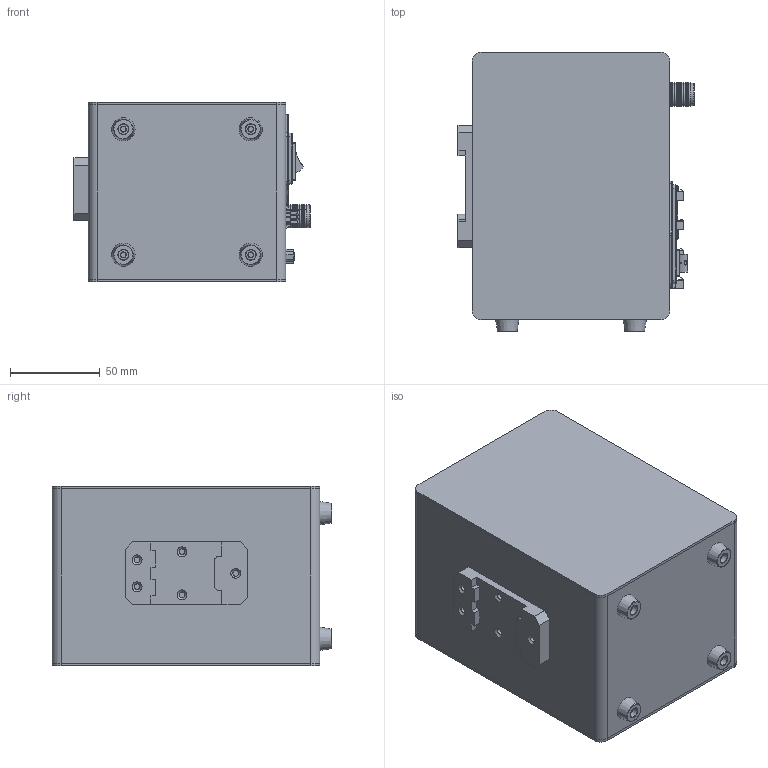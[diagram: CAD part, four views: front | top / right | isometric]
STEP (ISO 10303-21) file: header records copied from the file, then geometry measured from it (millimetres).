
FILE_DESCRIPTION (( 'STEP AP203' ), '1' );
FILE_NAME ('661406.STEP', '2024-08-13T02:20:00', ( 'Windows User' ), ( 'P R C' ), 'SwSTEP 2.0', 'SolidWorks 2020', '' );
FILE_SCHEMA (( 'CONFIG_CONTROL_DESIGN' ));
Products named in the file (1): 661406
Bounding box: 131.5 x 155.7 x 100 mm (x, y, z)
Volume: 250831.9 mm3; surface area: 220794.5 mm2
Topology: 33 solids, 33 shells, 5052 faces, 11914 edges, 7116 vertices
Faces by surface type: plane 3996, cylinder 621, bspline 410, cone 25
Full cylindrical faces by diameter (mm): 0.6 x12, 1 x13, 2 x8, 2.4 x4, 2.5 x2, 2.541 x2, 2.6 x1, 2.991 x26, 3 x7, 3.2 x15, 3.497 x1, 4.5 x3, 5 x1, 5.239 x1, 5.6 x4, 6 x1, 7.515 x1, 11.58 x1, 12.683 x1, 12.7 x13, 19 x1, 20 x1, 57 x1
Entity records: 166096 total; most frequent: CARTESIAN_POINT 53630, ORIENTED_EDGE 23380, DIRECTION 22152, EDGE_CURVE 11690, VECTOR 8764, LINE 8764, VERTEX_POINT 7056, AXIS2_PLACEMENT_3D 6694
